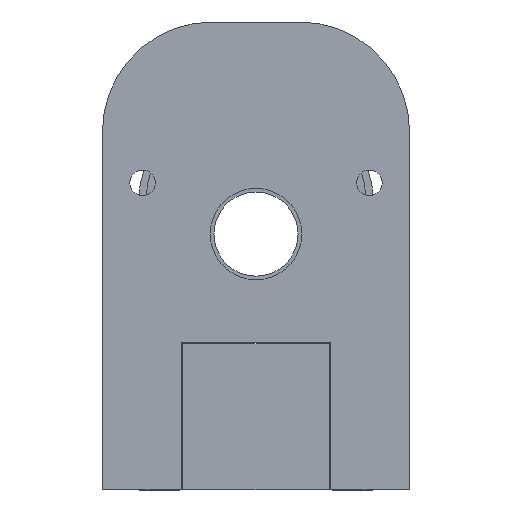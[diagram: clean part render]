
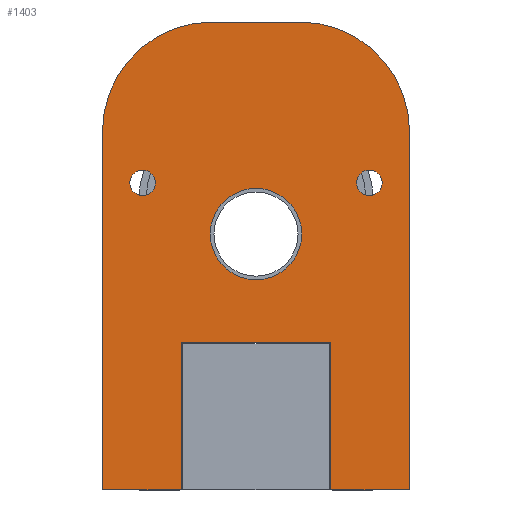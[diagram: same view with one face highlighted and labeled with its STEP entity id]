
A CAD part, front view. The second image highlights one B-rep face of the part: STEP entity #1403.
In plain terms, the highlighted planar face has unit normal (0, -1, 0).
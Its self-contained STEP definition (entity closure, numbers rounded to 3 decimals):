
#30=FACE_BOUND('',#275,.T.);
#31=FACE_BOUND('',#276,.T.);
#32=FACE_BOUND('',#277,.T.);
#74=CIRCLE('',#1527,15.);
#76=CIRCLE('',#1531,15.);
#77=CIRCLE('',#1532,1.75);
#78=CIRCLE('',#1533,1.75);
#79=CIRCLE('',#1534,6.25);
#179=FACE_OUTER_BOUND('',#274,.T.);
#274=EDGE_LOOP('',(#1136,#1137,#1138,#1139,#1140,#1141,#1142,#1143,#1144,
#1145));
#275=EDGE_LOOP('',(#1146));
#276=EDGE_LOOP('',(#1147));
#277=EDGE_LOOP('',(#1148));
#397=LINE('',#2211,#537);
#402=LINE('',#2223,#542);
#403=LINE('',#2227,#543);
#404=LINE('',#2229,#544);
#405=LINE('',#2231,#545);
#406=LINE('',#2233,#546);
#407=LINE('',#2235,#547);
#408=LINE('',#2236,#548);
#537=VECTOR('',#1813,10.);
#542=VECTOR('',#1822,10.);
#543=VECTOR('',#1825,10.);
#544=VECTOR('',#1826,10.);
#545=VECTOR('',#1827,10.);
#546=VECTOR('',#1828,10.);
#547=VECTOR('',#1829,10.);
#548=VECTOR('',#1830,10.);
#671=VERTEX_POINT('',#2204);
#672=VERTEX_POINT('',#2206);
#673=VERTEX_POINT('',#2210);
#678=VERTEX_POINT('',#2222);
#679=VERTEX_POINT('',#2224);
#680=VERTEX_POINT('',#2226);
#681=VERTEX_POINT('',#2228);
#682=VERTEX_POINT('',#2230);
#683=VERTEX_POINT('',#2232);
#684=VERTEX_POINT('',#2234);
#685=VERTEX_POINT('',#2237);
#686=VERTEX_POINT('',#2239);
#687=VERTEX_POINT('',#2241);
#833=EDGE_CURVE('',#671,#672,#74,.T.);
#835=EDGE_CURVE('',#672,#673,#397,.T.);
#841=EDGE_CURVE('',#678,#671,#402,.T.);
#842=EDGE_CURVE('',#679,#678,#76,.T.);
#843=EDGE_CURVE('',#680,#679,#403,.T.);
#844=EDGE_CURVE('',#681,#680,#404,.T.);
#845=EDGE_CURVE('',#681,#682,#405,.T.);
#846=EDGE_CURVE('',#682,#683,#406,.T.);
#847=EDGE_CURVE('',#683,#684,#407,.T.);
#848=EDGE_CURVE('',#673,#684,#408,.T.);
#849=EDGE_CURVE('',#685,#685,#77,.T.);
#850=EDGE_CURVE('',#686,#686,#78,.T.);
#851=EDGE_CURVE('',#687,#687,#79,.T.);
#1136=ORIENTED_EDGE('',*,*,#833,.F.);
#1137=ORIENTED_EDGE('',*,*,#841,.F.);
#1138=ORIENTED_EDGE('',*,*,#842,.F.);
#1139=ORIENTED_EDGE('',*,*,#843,.F.);
#1140=ORIENTED_EDGE('',*,*,#844,.F.);
#1141=ORIENTED_EDGE('',*,*,#845,.T.);
#1142=ORIENTED_EDGE('',*,*,#846,.T.);
#1143=ORIENTED_EDGE('',*,*,#847,.T.);
#1144=ORIENTED_EDGE('',*,*,#848,.F.);
#1145=ORIENTED_EDGE('',*,*,#835,.F.);
#1146=ORIENTED_EDGE('',*,*,#849,.T.);
#1147=ORIENTED_EDGE('',*,*,#850,.T.);
#1148=ORIENTED_EDGE('',*,*,#851,.T.);
#1336=PLANE('',#1530);
#1403=ADVANCED_FACE('',(#179,#30,#31,#32),#1336,.T.);
#1527=AXIS2_PLACEMENT_3D('',#2207,#1808,#1809);
#1530=AXIS2_PLACEMENT_3D('',#2221,#1820,#1821);
#1531=AXIS2_PLACEMENT_3D('',#2225,#1823,#1824);
#1532=AXIS2_PLACEMENT_3D('',#2238,#1831,#1832);
#1533=AXIS2_PLACEMENT_3D('',#2240,#1833,#1834);
#1534=AXIS2_PLACEMENT_3D('',#2242,#1835,#1836);
#1808=DIRECTION('center_axis',(0.,1.,0.));
#1809=DIRECTION('ref_axis',(0.707,0.,0.707));
#1813=DIRECTION('',(0.,0.,-1.));
#1820=DIRECTION('center_axis',(0.,-1.,0.));
#1821=DIRECTION('ref_axis',(1.,0.,0.));
#1822=DIRECTION('',(1.,0.,0.));
#1823=DIRECTION('center_axis',(0.,1.,0.));
#1824=DIRECTION('ref_axis',(-0.707,0.,0.707));
#1825=DIRECTION('',(0.,0.,1.));
#1826=DIRECTION('',(-1.,0.,0.));
#1827=DIRECTION('',(0.,0.,1.));
#1828=DIRECTION('',(1.,0.,0.));
#1829=DIRECTION('',(0.,0.,-1.));
#1830=DIRECTION('',(-1.,0.,0.));
#1831=DIRECTION('center_axis',(0.,1.,0.));
#1832=DIRECTION('ref_axis',(1.,0.,0.));
#1833=DIRECTION('center_axis',(0.,1.,0.));
#1834=DIRECTION('ref_axis',(1.,0.,0.));
#1835=DIRECTION('center_axis',(0.,1.,0.));
#1836=DIRECTION('ref_axis',(1.,0.,0.));
#2204=CARTESIAN_POINT('',(16.,-270.,64.));
#2206=CARTESIAN_POINT('',(31.,-270.,49.));
#2207=CARTESIAN_POINT('Origin',(16.,-270.,49.));
#2210=CARTESIAN_POINT('',(31.,-270.,0.));
#2211=CARTESIAN_POINT('',(31.,-270.,63.));
#2221=CARTESIAN_POINT('Origin',(10.,-270.,42.));
#2222=CARTESIAN_POINT('',(4.,-270.,64.));
#2223=CARTESIAN_POINT('',(-2.5,-270.,64.));
#2224=CARTESIAN_POINT('',(-11.,-270.,49.));
#2225=CARTESIAN_POINT('Origin',(4.,-270.,49.));
#2226=CARTESIAN_POINT('',(-11.,-270.,0.));
#2227=CARTESIAN_POINT('',(-11.,-270.,21.));
#2228=CARTESIAN_POINT('',(-0.2,-270.,0.));
#2229=CARTESIAN_POINT('',(35.,-270.,0.));
#2230=CARTESIAN_POINT('',(-0.2,-270.,20.2));
#2231=CARTESIAN_POINT('',(-0.2,-270.,31.));
#2232=CARTESIAN_POINT('',(20.2,-270.,20.2));
#2233=CARTESIAN_POINT('',(15.,-270.,20.2));
#2234=CARTESIAN_POINT('',(20.2,-270.,0.));
#2235=CARTESIAN_POINT('',(20.2,-270.,21.));
#2236=CARTESIAN_POINT('',(35.,-270.,0.));
#2237=CARTESIAN_POINT('',(23.75,-270.,42.));
#2238=CARTESIAN_POINT('Origin',(25.5,-270.,42.));
#2239=CARTESIAN_POINT('',(-7.25,-270.,42.));
#2240=CARTESIAN_POINT('Origin',(-5.5,-270.,42.));
#2241=CARTESIAN_POINT('',(3.75,-270.,35.));
#2242=CARTESIAN_POINT('Origin',(10.,-270.,35.));
